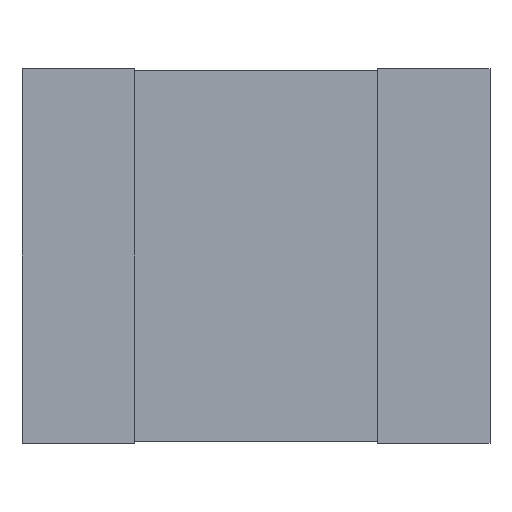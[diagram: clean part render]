
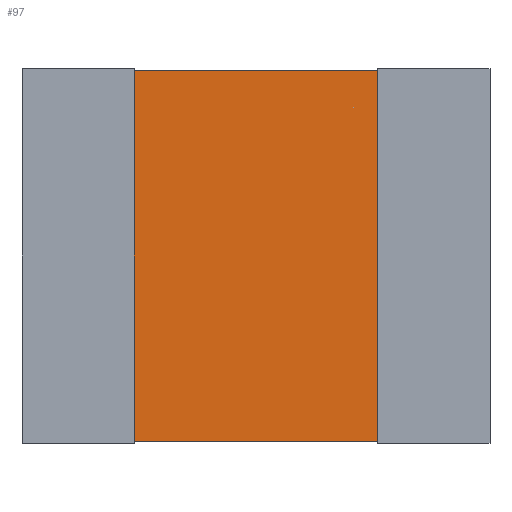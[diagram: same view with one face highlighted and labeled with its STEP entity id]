
A CAD part, front view. The second image highlights one B-rep face of the part: STEP entity #97.
In plain terms, the highlighted planar face has unit normal (0, -1, 0).
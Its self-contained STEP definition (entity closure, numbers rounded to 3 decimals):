
#22 = VERTEX_POINT('',#23);
#23 = CARTESIAN_POINT('',(-0.65,0.,0.99));
#31 = EDGE_CURVE('',#22,#32,#34,.T.);
#32 = VERTEX_POINT('',#33);
#33 = CARTESIAN_POINT('',(0.65,0.,0.99));
#34 = LINE('',#35,#36);
#35 = CARTESIAN_POINT('',(1.25,0.,0.99));
#36 = VECTOR('',#37,1.);
#37 = DIRECTION('',(1.,-0.,0.));
#61 = EDGE_CURVE('',#62,#64,#66,.T.);
#62 = VERTEX_POINT('',#63);
#63 = CARTESIAN_POINT('',(0.65,0.,-0.99));
#64 = VERTEX_POINT('',#65);
#65 = CARTESIAN_POINT('',(-0.65,0.,-0.99));
#66 = LINE('',#67,#68);
#67 = CARTESIAN_POINT('',(1.25,0.,-0.99));
#68 = VECTOR('',#69,1.);
#69 = DIRECTION('',(-1.,0.,0.));
#97 = ADVANCED_FACE('',(#98),#114,.F.);
#98 = FACE_BOUND('',#99,.T.);
#99 = EDGE_LOOP('',(#100,#101,#107,#108));
#100 = ORIENTED_EDGE('',*,*,#31,.F.);
#101 = ORIENTED_EDGE('',*,*,#102,.T.);
#102 = EDGE_CURVE('',#22,#64,#103,.T.);
#103 = LINE('',#104,#105);
#104 = CARTESIAN_POINT('',(-0.65,0.,-0.99));
#105 = VECTOR('',#106,1.);
#106 = DIRECTION('',(0.,-0.,-1.));
#107 = ORIENTED_EDGE('',*,*,#61,.F.);
#108 = ORIENTED_EDGE('',*,*,#109,.F.);
#109 = EDGE_CURVE('',#32,#62,#110,.T.);
#110 = LINE('',#111,#112);
#111 = CARTESIAN_POINT('',(0.65,0.,-0.99));
#112 = VECTOR('',#113,1.);
#113 = DIRECTION('',(-0.,-0.,-1.));
#114 = PLANE('',#115);
#115 = AXIS2_PLACEMENT_3D('',#116,#117,#118);
#116 = CARTESIAN_POINT('',(0.,0.,0.));
#117 = DIRECTION('',(0.,1.,0.));
#118 = DIRECTION('',(0.,-0.,1.));
